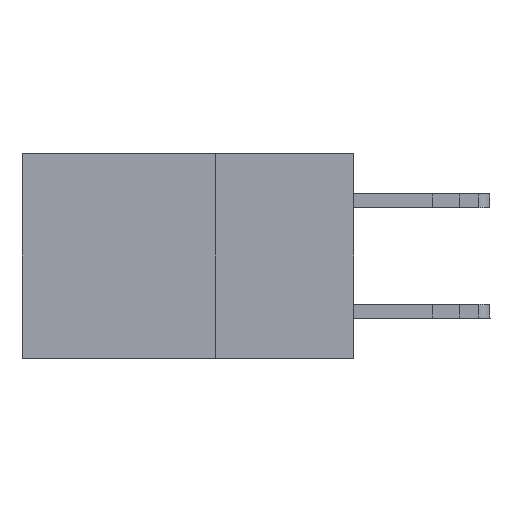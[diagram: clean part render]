
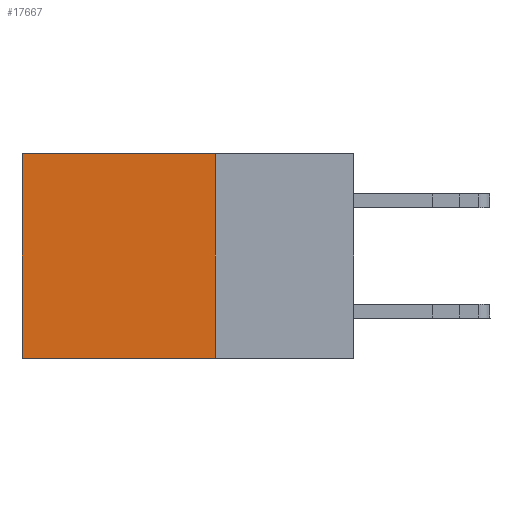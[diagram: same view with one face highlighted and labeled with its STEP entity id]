
A CAD part, left-side view. The second image highlights one B-rep face of the part: STEP entity #17667.
In plain terms, the highlighted planar face has unit normal (-1, 0, 0).
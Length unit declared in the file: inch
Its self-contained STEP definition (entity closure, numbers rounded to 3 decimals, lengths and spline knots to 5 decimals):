
#37 = DIRECTION ( 'NONE',  ( 1., 0., 0. ) ) ;
#914 = CARTESIAN_POINT ( 'NONE',  ( 0.2875, 0.25, 0. ) ) ;
#2135 = EDGE_CURVE ( 'NONE', #8966, #8941, #27942, .T. ) ;
#2826 = ORIENTED_EDGE ( 'NONE', *, *, #2135, .T. ) ;
#2995 = EDGE_LOOP ( 'NONE', ( #19446, #8977, #27957, #2826 ) ) ;
#3251 = CARTESIAN_POINT ( 'NONE',  ( 0.2875, 0.25, -0.37 ) ) ;
#4593 = LINE ( 'NONE', #27459, #24092 ) ;
#6667 = DIRECTION ( 'NONE',  ( 0., 0., -1. ) ) ;
#7609 = LINE ( 'NONE', #10877, #22987 ) ;
#8116 = FACE_OUTER_BOUND ( 'NONE', #2995, .T. ) ;
#8941 = VERTEX_POINT ( 'NONE', #9869 ) ;
#8966 = VERTEX_POINT ( 'NONE', #914 ) ;
#8977 = ORIENTED_EDGE ( 'NONE', *, *, #26414, .F. ) ;
#9869 = CARTESIAN_POINT ( 'NONE',  ( 0.2875, 0.6, 0. ) ) ;
#10877 = CARTESIAN_POINT ( 'NONE',  ( 0.2875, 0.6, 0. ) ) ;
#11064 = DIRECTION ( 'NONE',  ( 0., 0., -1. ) ) ;
#11320 = DIRECTION ( 'NONE',  ( 0., 0., -1. ) ) ;
#11670 = VERTEX_POINT ( 'NONE', #3251 ) ;
#13176 = CARTESIAN_POINT ( 'NONE',  ( 0.2875, 0.25, 0. ) ) ;
#14843 = LINE ( 'NONE', #13176, #19203 ) ;
#15879 = VERTEX_POINT ( 'NONE', #17374 ) ;
#17374 = CARTESIAN_POINT ( 'NONE',  ( 0.2875, 0.6, -0.37 ) ) ;
#17667 = ADVANCED_FACE ( 'NONE', ( #8116 ), #17817, .F. ) ;
#17817 = PLANE ( 'NONE',  #21684 ) ;
#18631 = VECTOR ( 'NONE', #25636, 39.37008 ) ;
#18689 = DIRECTION ( 'NONE',  ( 0., 1., 0. ) ) ;
#19203 = VECTOR ( 'NONE', #11064, 39.37008 ) ;
#19446 = ORIENTED_EDGE ( 'NONE', *, *, #28012, .T. ) ;
#21684 = AXIS2_PLACEMENT_3D ( 'NONE', #24033, #37, #11320 ) ;
#22485 = CARTESIAN_POINT ( 'NONE',  ( 0.2875, 0.25, 0. ) ) ;
#22987 = VECTOR ( 'NONE', #6667, 39.37008 ) ;
#24033 = CARTESIAN_POINT ( 'NONE',  ( 0.2875, 0.25, 0. ) ) ;
#24092 = VECTOR ( 'NONE', #18689, 39.37008 ) ;
#25636 = DIRECTION ( 'NONE',  ( 0., 1., 0. ) ) ;
#26414 = EDGE_CURVE ( 'NONE', #11670, #15879, #4593, .T. ) ;
#27459 = CARTESIAN_POINT ( 'NONE',  ( 0.2875, 0.25, -0.37 ) ) ;
#27934 = EDGE_CURVE ( 'NONE', #8966, #11670, #14843, .T. ) ;
#27942 = LINE ( 'NONE', #22485, #18631 ) ;
#27957 = ORIENTED_EDGE ( 'NONE', *, *, #27934, .F. ) ;
#28012 = EDGE_CURVE ( 'NONE', #8941, #15879, #7609, .T. ) ;
